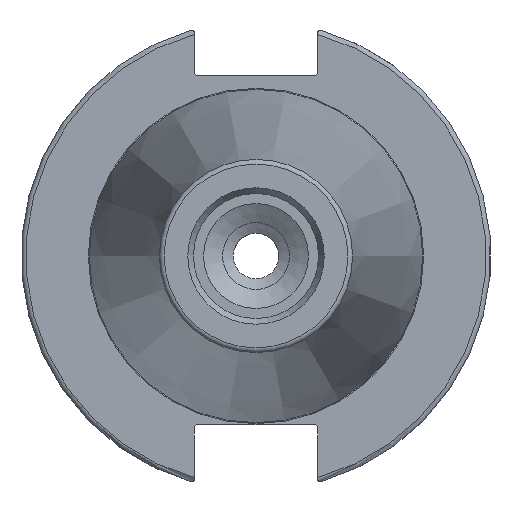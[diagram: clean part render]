
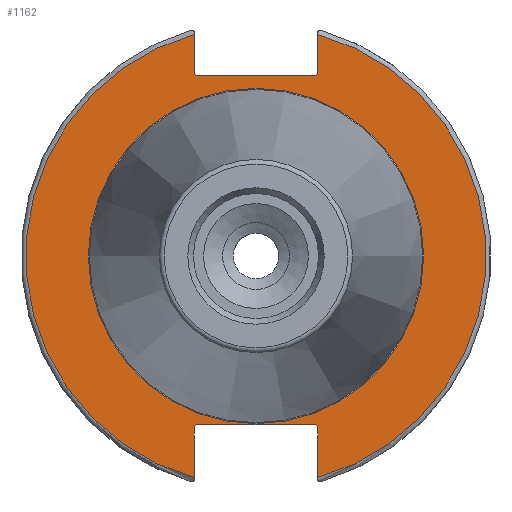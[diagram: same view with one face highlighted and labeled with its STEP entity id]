
A CAD part, left-side view. The second image highlights one B-rep face of the part: STEP entity #1162.
In plain terms, the highlighted planar face has unit normal (-1, 0, 0).
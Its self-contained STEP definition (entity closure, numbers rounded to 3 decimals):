
#34=FACE_BOUND('',#183,.T.);
#40=PLANE('',#1287);
#112=FACE_OUTER_BOUND('',#182,.T.);
#182=EDGE_LOOP('',(#870,#871,#872,#873,#874,#875,#876,#877,#878,#879,#880,
#881));
#183=EDGE_LOOP('',(#882));
#267=CIRCLE('',#1285,35.125);
#269=CIRCLE('',#1288,48.213);
#270=CIRCLE('',#1289,48.213);
#311=LINE('',#1918,#386);
#312=LINE('',#1920,#387);
#313=LINE('',#1922,#388);
#314=LINE('',#1924,#389);
#315=LINE('',#1926,#390);
#316=LINE('',#1930,#391);
#317=LINE('',#1932,#392);
#318=LINE('',#1934,#393);
#319=LINE('',#1936,#394);
#320=LINE('',#1937,#395);
#386=VECTOR('',#1491,10.);
#387=VECTOR('',#1492,10.);
#388=VECTOR('',#1493,10.);
#389=VECTOR('',#1494,10.);
#390=VECTOR('',#1495,10.);
#391=VECTOR('',#1498,10.);
#392=VECTOR('',#1499,10.);
#393=VECTOR('',#1500,10.);
#394=VECTOR('',#1501,10.);
#395=VECTOR('',#1502,10.);
#507=VERTEX_POINT('',#1909);
#508=VERTEX_POINT('',#1914);
#509=VERTEX_POINT('',#1915);
#510=VERTEX_POINT('',#1917);
#511=VERTEX_POINT('',#1919);
#512=VERTEX_POINT('',#1921);
#513=VERTEX_POINT('',#1923);
#514=VERTEX_POINT('',#1925);
#515=VERTEX_POINT('',#1927);
#516=VERTEX_POINT('',#1929);
#517=VERTEX_POINT('',#1931);
#518=VERTEX_POINT('',#1933);
#519=VERTEX_POINT('',#1935);
#642=EDGE_CURVE('',#507,#507,#267,.T.);
#644=EDGE_CURVE('',#508,#509,#269,.T.);
#645=EDGE_CURVE('',#508,#510,#311,.T.);
#646=EDGE_CURVE('',#511,#510,#312,.T.);
#647=EDGE_CURVE('',#511,#512,#313,.T.);
#648=EDGE_CURVE('',#513,#512,#314,.T.);
#649=EDGE_CURVE('',#513,#514,#315,.T.);
#650=EDGE_CURVE('',#515,#514,#270,.T.);
#651=EDGE_CURVE('',#515,#516,#316,.T.);
#652=EDGE_CURVE('',#517,#516,#317,.T.);
#653=EDGE_CURVE('',#517,#518,#318,.T.);
#654=EDGE_CURVE('',#519,#518,#319,.T.);
#655=EDGE_CURVE('',#519,#509,#320,.T.);
#870=ORIENTED_EDGE('',*,*,#644,.F.);
#871=ORIENTED_EDGE('',*,*,#645,.T.);
#872=ORIENTED_EDGE('',*,*,#646,.F.);
#873=ORIENTED_EDGE('',*,*,#647,.T.);
#874=ORIENTED_EDGE('',*,*,#648,.F.);
#875=ORIENTED_EDGE('',*,*,#649,.T.);
#876=ORIENTED_EDGE('',*,*,#650,.F.);
#877=ORIENTED_EDGE('',*,*,#651,.T.);
#878=ORIENTED_EDGE('',*,*,#652,.F.);
#879=ORIENTED_EDGE('',*,*,#653,.T.);
#880=ORIENTED_EDGE('',*,*,#654,.F.);
#881=ORIENTED_EDGE('',*,*,#655,.T.);
#882=ORIENTED_EDGE('',*,*,#642,.F.);
#1162=ADVANCED_FACE('',(#112,#34),#40,.T.);
#1285=AXIS2_PLACEMENT_3D('',#1911,#1483,#1484);
#1287=AXIS2_PLACEMENT_3D('',#1913,#1487,#1488);
#1288=AXIS2_PLACEMENT_3D('',#1916,#1489,#1490);
#1289=AXIS2_PLACEMENT_3D('',#1928,#1496,#1497);
#1483=DIRECTION('center_axis',(-1.,0.,0.));
#1484=DIRECTION('ref_axis',(0.,-1.,0.));
#1487=DIRECTION('center_axis',(-1.,0.,0.));
#1488=DIRECTION('ref_axis',(0.,0.,1.));
#1489=DIRECTION('center_axis',(1.,0.,0.));
#1490=DIRECTION('ref_axis',(0.,-1.,0.));
#1491=DIRECTION('',(0.,0.,-1.));
#1492=DIRECTION('',(0.,-0.707,0.707));
#1493=DIRECTION('',(0.,1.,0.));
#1494=DIRECTION('',(0.,-0.707,-0.707));
#1495=DIRECTION('',(0.,0.,1.));
#1496=DIRECTION('center_axis',(1.,0.,0.));
#1497=DIRECTION('ref_axis',(0.,1.,0.));
#1498=DIRECTION('',(0.,0.,1.));
#1499=DIRECTION('',(0.,0.707,-0.707));
#1500=DIRECTION('',(0.,-1.,0.));
#1501=DIRECTION('',(0.,0.707,0.707));
#1502=DIRECTION('',(0.,0.,-1.));
#1909=CARTESIAN_POINT('',(3.175,0.,35.125));
#1911=CARTESIAN_POINT('Origin',(3.175,0.,0.));
#1913=CARTESIAN_POINT('Origin',(3.175,49.213,0.));
#1914=CARTESIAN_POINT('',(3.175,-12.95,46.441));
#1915=CARTESIAN_POINT('',(3.175,-12.95,-46.441));
#1916=CARTESIAN_POINT('Origin',(3.175,0.,0.));
#1917=CARTESIAN_POINT('',(3.175,-12.95,38.219));
#1918=CARTESIAN_POINT('',(3.175,-12.95,18.86));
#1919=CARTESIAN_POINT('',(3.175,-12.45,37.719));
#1920=CARTESIAN_POINT('',(3.175,12.27,12.999));
#1921=CARTESIAN_POINT('',(3.175,12.45,37.719));
#1922=CARTESIAN_POINT('',(3.175,24.606,37.719));
#1923=CARTESIAN_POINT('',(3.175,12.95,38.219));
#1924=CARTESIAN_POINT('',(3.175,12.336,37.605));
#1925=CARTESIAN_POINT('',(3.175,12.95,46.441));
#1926=CARTESIAN_POINT('',(3.175,12.95,18.86));
#1927=CARTESIAN_POINT('',(3.175,12.95,-46.441));
#1928=CARTESIAN_POINT('Origin',(3.175,0.,0.));
#1929=CARTESIAN_POINT('',(3.175,12.95,-35.806));
#1930=CARTESIAN_POINT('',(3.175,12.95,-17.653));
#1931=CARTESIAN_POINT('',(3.175,12.45,-35.306));
#1932=CARTESIAN_POINT('',(3.175,12.939,-35.795));
#1933=CARTESIAN_POINT('',(3.175,-12.45,-35.306));
#1934=CARTESIAN_POINT('',(3.175,24.606,-35.306));
#1935=CARTESIAN_POINT('',(3.175,-12.95,-35.806));
#1936=CARTESIAN_POINT('',(3.175,11.667,-11.189));
#1937=CARTESIAN_POINT('',(3.175,-12.95,-17.653));
